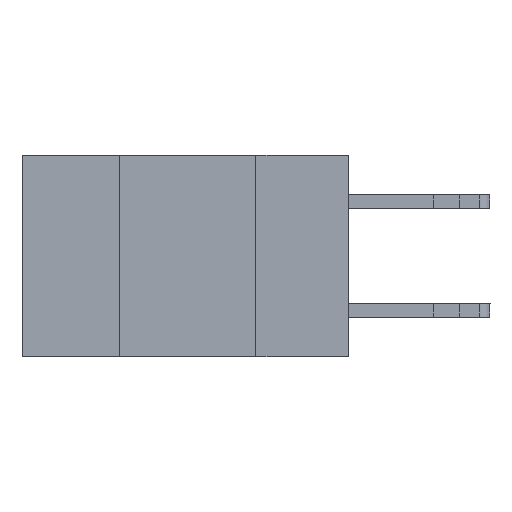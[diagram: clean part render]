
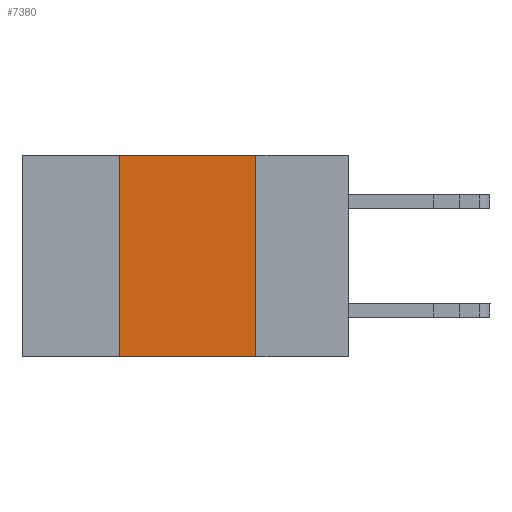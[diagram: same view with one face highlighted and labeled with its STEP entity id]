
A CAD part, left-side view. The second image highlights one B-rep face of the part: STEP entity #7380.
In plain terms, the highlighted planar face has unit normal (-1, 0, 0).
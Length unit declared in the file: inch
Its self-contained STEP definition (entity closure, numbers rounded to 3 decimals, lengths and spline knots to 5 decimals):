
#77 = EDGE_CURVE ( 'NONE', #4359, #10625, #460, .T. ) ;
#405 = CARTESIAN_POINT ( 'NONE',  ( 0., 0.17, -0.37 ) ) ;
#460 = LINE ( 'NONE', #11272, #8135 ) ;
#701 = VECTOR ( 'NONE', #2831, 39.37008 ) ;
#1021 = DIRECTION ( 'NONE',  ( 0., 0., -1. ) ) ;
#1031 = DIRECTION ( 'NONE',  ( 1., 0., 0. ) ) ;
#1200 = PLANE ( 'NONE',  #7812 ) ;
#1224 = CARTESIAN_POINT ( 'NONE',  ( 0., 0.6, 0. ) ) ;
#2357 = LINE ( 'NONE', #5949, #12970 ) ;
#2831 = DIRECTION ( 'NONE',  ( 0., 0., -1. ) ) ;
#3632 = DIRECTION ( 'NONE',  ( 0., -1., 0. ) ) ;
#3933 = CARTESIAN_POINT ( 'NONE',  ( 0., 0.17, 0. ) ) ;
#4051 = EDGE_CURVE ( 'NONE', #11001, #4359, #2357, .T. ) ;
#4359 = VERTEX_POINT ( 'NONE', #12752 ) ;
#4523 = DIRECTION ( 'NONE',  ( 0., 0., 1. ) ) ;
#4976 = ORIENTED_EDGE ( 'NONE', *, *, #77, .F. ) ;
#5310 = ORIENTED_EDGE ( 'NONE', *, *, #11475, .F. ) ;
#5949 = CARTESIAN_POINT ( 'NONE',  ( 0., 0.42, -0.37 ) ) ;
#7380 = ADVANCED_FACE ( 'NONE', ( #8566 ), #1200, .F. ) ;
#7503 = CARTESIAN_POINT ( 'NONE',  ( 0., 0.42, -0.37 ) ) ;
#7812 = AXIS2_PLACEMENT_3D ( 'NONE', #1224, #1031, #1021 ) ;
#8024 = VECTOR ( 'NONE', #3632, 39.37008 ) ;
#8135 = VECTOR ( 'NONE', #10737, 39.37008 ) ;
#8324 = LINE ( 'NONE', #11503, #8024 ) ;
#8566 = FACE_OUTER_BOUND ( 'NONE', #12094, .T. ) ;
#9278 = ORIENTED_EDGE ( 'NONE', *, *, #10402, .T. ) ;
#9760 = CARTESIAN_POINT ( 'NONE',  ( 0., 0.17, -0.37 ) ) ;
#10402 = EDGE_CURVE ( 'NONE', #11001, #10462, #8324, .T. ) ;
#10462 = VERTEX_POINT ( 'NONE', #9760 ) ;
#10625 = VERTEX_POINT ( 'NONE', #3933 ) ;
#10737 = DIRECTION ( 'NONE',  ( 0., -1., 0. ) ) ;
#11001 = VERTEX_POINT ( 'NONE', #7503 ) ;
#11272 = CARTESIAN_POINT ( 'NONE',  ( 0., 0.6, 0. ) ) ;
#11460 = LINE ( 'NONE', #405, #701 ) ;
#11475 = EDGE_CURVE ( 'NONE', #10625, #10462, #11460, .T. ) ;
#11503 = CARTESIAN_POINT ( 'NONE',  ( 0., 0.6, -0.37 ) ) ;
#11986 = ORIENTED_EDGE ( 'NONE', *, *, #4051, .F. ) ;
#12094 = EDGE_LOOP ( 'NONE', ( #5310, #4976, #11986, #9278 ) ) ;
#12752 = CARTESIAN_POINT ( 'NONE',  ( 0., 0.42, 0. ) ) ;
#12970 = VECTOR ( 'NONE', #4523, 39.37008 ) ;
